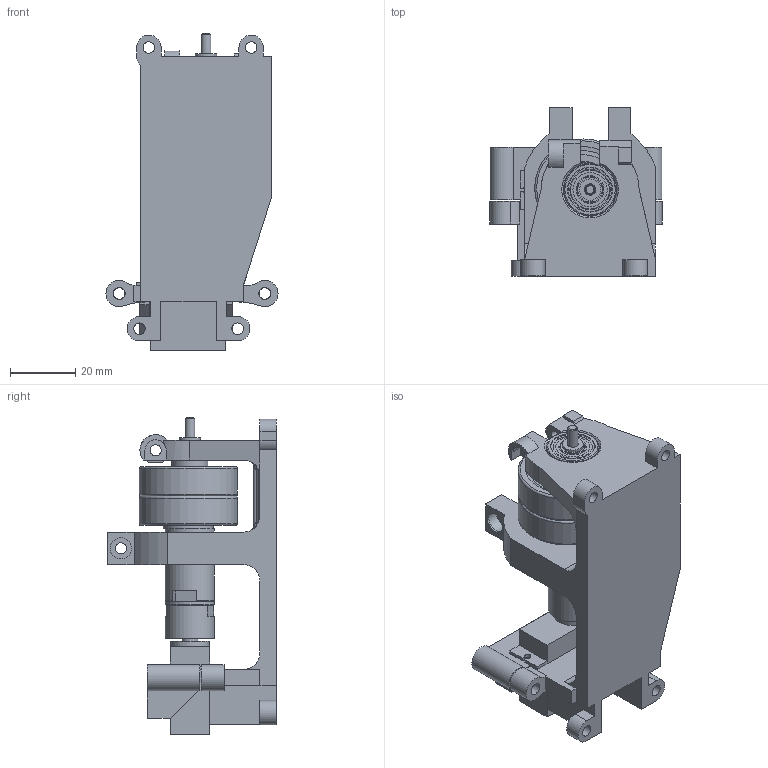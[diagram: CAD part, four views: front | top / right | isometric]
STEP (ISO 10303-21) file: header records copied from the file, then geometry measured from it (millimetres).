
FILE_DESCRIPTION(/* description */ (''),/* implementation_level */ '2;1');
FILE_NAME(/* name */ '854a032d-9726-447c-b488-64b36cd5805d.stp',/* time_stamp */ '2020-04-08T10:43:30+00:00',/* author */ (''),/* organization */ (''),/* preprocessor_version */ 'ST-DEVELOPER v18',/* originating_system */ 'Autodesk Translation Framework v8.12.0.6',/* authorisation */ '');
FILE_SCHEMA (('AUTOMOTIVE_DESIGN { 1 0 10303 214 3 1 1 }'));
Length unit declared in the file: millimetre
Products named in the file (22): Pressure Valve V6; Body; Motor Locker; Motor; Axis Holder; Axis; W_625_2RS1; _W_625_2RS1_PART1_2; _W_625_2RS1_PART2_4; _W_625_2RS1_PART3_6; W_6200_2RS1; W_6200_2RS1 (1); W_6200_2RS1 (2); _W_6200_2RS1_PART1_2; _W_6200_2RS1_PART2_4; _W_6200_2RS1_PART3_6; Entertainment; Axis Fit; Oldham Axis; Vis_CHC_M3x50_Inox_A4; Oldham Cube; Oldham Motor
Assembly tree (54 placements, depth 3):
  Pressure Valve V6
    Body
    Motor Locker
    Motor
    Axis Holder
    Axis
    W_625_2RS1
      _W_625_2RS1_PART1_2
      _W_625_2RS1_PART2_4
      _W_625_2RS1_PART3_6  x7
    W_6200_2RS1
      _W_6200_2RS1_PART1_2
      _W_6200_2RS1_PART2_4
      _W_6200_2RS1_PART3_6  x8
    W_6200_2RS1 (1)
      _W_6200_2RS1_PART1_2
      _W_6200_2RS1_PART2_4
      _W_6200_2RS1_PART3_6  x8
    W_6200_2RS1 (2)
      _W_6200_2RS1_PART1_2
      _W_6200_2RS1_PART2_4
      _W_6200_2RS1_PART3_6  x8
    Entertainment
    Axis Fit
    Oldham Axis
    Vis_CHC_M3x50_Inox_A4
    Oldham Cube
    Oldham Motor
Bounding box: 52.6 x 51.57 x 96.9 mm (x, y, z)
Volume: 64557 mm3; surface area: 44937.6 mm2
Topology: 50 solids, 50 shells, 525 faces, 1544 edges, 1096 vertices
Faces by surface type: plane 259, cylinder 125, cone 55, torus 51, sphere 31, bspline 4
Full cylindrical faces by diameter (mm): 3 x2, 3.3 x1, 3.4 x4, 3.5 x8, 3.7 x2, 4.8 x3, 5 x1, 5.5 x3, 6.5 x4, 7.5 x2, 8.5 x2, 9.8 x2, 9.999 x3, 10.5 x1, 11 x1, 11.8 x1, 12.362 x2, 13.4 x4, 15 x4, 15.3 x7, 16 x1, 16.3 x6, 23.69 x6, 25.28 x12, 30 x3
Entity records: 15741 total; most frequent: CARTESIAN_POINT 3480, DIRECTION 2600, ORIENTED_EDGE 2332, EDGE_CURVE 1166, AXIS2_PLACEMENT_3D 991, VERTEX_POINT 820, LINE 618, VECTOR 618
